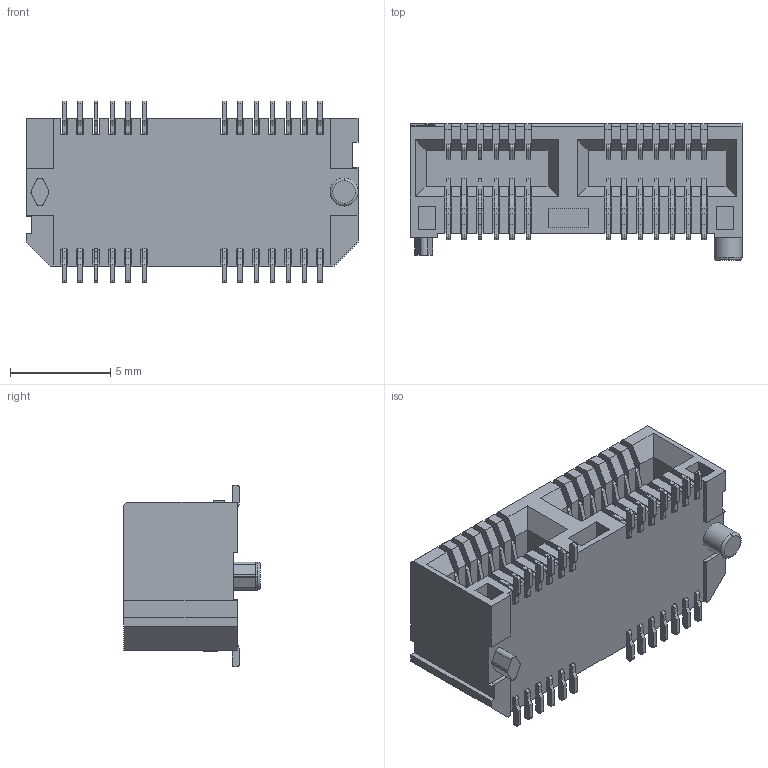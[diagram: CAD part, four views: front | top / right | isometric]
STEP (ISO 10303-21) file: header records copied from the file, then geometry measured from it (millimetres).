
FILE_DESCRIPTION(('STEP AP242'),'1');
FILE_NAME('mec8-113-02-l-d-ra1.stp','2022-03-17T16:07:10',('TraceParts'),('TraceParts S.A.'),'Spatial InterOp 3D',' ',' ');
FILE_SCHEMA(('AP242_MANAGED_MODEL_BASED_3D_ENGINEERING_MIM_LF {1 0 10303 442 1 1 4}'));
Length unit declared in the file: millimetre
Products named in the file (1): mec8-113-02-l-d-ra1
Bounding box: 16.6 x 6.83 x 9.1 mm (x, y, z)
Volume: 456.7 mm3; surface area: 1467.6 mm2
Topology: 3 solids, 3 shells, 1108 faces, 3290 edges, 2191 vertices
Faces by surface type: plane 825, cylinder 281, torus 2
Entity records: 45795 total; most frequent: CARTESIAN_POINT 6590, ORIENTED_EDGE 6580, DIRECTION 6077, EDGE_CURVE 3290, LINE 2721, VECTOR 2721, VERTEX_POINT 2191, AXIS2_PLACEMENT_3D 1678
